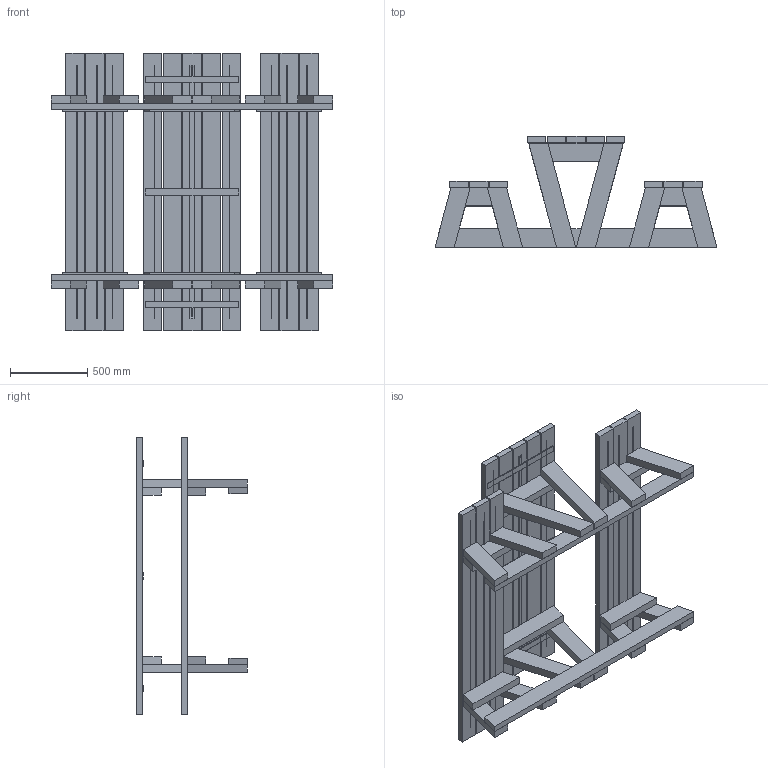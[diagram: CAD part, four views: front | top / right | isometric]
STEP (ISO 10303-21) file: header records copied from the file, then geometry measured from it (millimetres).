
FILE_DESCRIPTION(/* description */ (''),/* implementation_level */ '2;1');
FILE_NAME(/* name */ 'TA Lyon ZL 3D.stp',/* time_stamp */ '2021-11-26T12:00:36+01:00',/* author */ ('vital'),/* organization */ (''),/* preprocessor_version */ 'ST-DEVELOPER v18.1',/* originating_system */ 'Autodesk Inventor 2022',/* authorisation */ '');
FILE_SCHEMA (('AUTOMOTIVE_DESIGN { 1 0 10303 214 3 1 1 }'));
Length unit declared in the file: millimetre
Products named in the file (1): TA Lyon ZL 3D
Bounding box: 1829.96 x 719.86 x 1800 mm (x, y, z)
Volume: 164911754.4 mm3; surface area: 12396716.1 mm2
Topology: 43 solids, 43 shells, 349 faces, 758 edges, 504 vertices
Faces by surface type: plane 293, cylinder 56
Entity records: 9796 total; most frequent: CARTESIAN_POINT 1612, DIRECTION 1570, ORIENTED_EDGE 1516, EDGE_CURVE 758, LINE 646, VECTOR 646, VERTEX_POINT 504, AXIS2_PLACEMENT_3D 462
